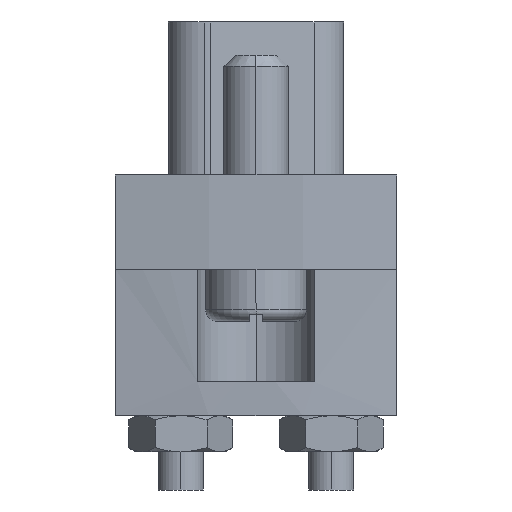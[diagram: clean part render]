
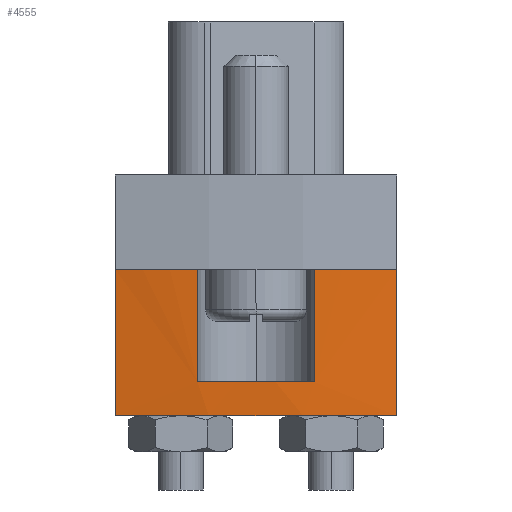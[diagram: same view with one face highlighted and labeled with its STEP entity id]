
A CAD part, left-side view. The second image highlights one B-rep face of the part: STEP entity #4555.
In plain terms, the highlighted cylindrical face has radius 35 mm (diameter 70 mm), a partial arc.
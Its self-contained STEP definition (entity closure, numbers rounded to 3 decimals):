
#60 = VERTEX_POINT ( 'NONE', #14824 ) ;
#87 = VECTOR ( 'NONE', #12395, 1000. ) ;
#983 = EDGE_CURVE ( 'NONE', #7604, #985, #13779, .T. ) ;
#985 = VERTEX_POINT ( 'NONE', #2587 ) ;
#1136 = AXIS2_PLACEMENT_3D ( 'NONE', #4761, #17224, #1819 ) ;
#1215 = EDGE_CURVE ( 'NONE', #10770, #16689, #7786, .T. ) ;
#1389 = CARTESIAN_POINT ( 'NONE',  ( -34.437, -6.25, 0. ) ) ;
#1538 = DIRECTION ( 'NONE',  ( 0., 0., 1. ) ) ;
#1766 = VERTEX_POINT ( 'NONE', #5737 ) ;
#1767 = ORIENTED_EDGE ( 'NONE', *, *, #1215, .T. ) ;
#1794 = CARTESIAN_POINT ( 'NONE',  ( 0., 0., -6.5 ) ) ;
#1819 = DIRECTION ( 'NONE',  ( 1., 0., 0. ) ) ;
#1836 = DIRECTION ( 'NONE',  ( 0., 0., 1. ) ) ;
#1923 = DIRECTION ( 'NONE',  ( 0., 0., 1. ) ) ;
#1966 = DIRECTION ( 'NONE',  ( 0., 0., 1. ) ) ;
#1975 = LINE ( 'NONE', #2148, #6725 ) ;
#1986 = ORIENTED_EDGE ( 'NONE', *, *, #10836, .F. ) ;
#2148 = CARTESIAN_POINT ( 'NONE',  ( -34.903, -2.6, -6.5 ) ) ;
#2493 = VECTOR ( 'NONE', #1836, 1000. ) ;
#2587 = CARTESIAN_POINT ( 'NONE',  ( -34.903, 2.6, -5. ) ) ;
#2595 = CIRCLE ( 'NONE', #4953, 35. ) ;
#4551 = CYLINDRICAL_SURFACE ( 'NONE', #6042, 35. ) ;
#4555 = ADVANCED_FACE ( 'NONE', ( #13243 ), #4551, .T. ) ;
#4761 = CARTESIAN_POINT ( 'NONE',  ( 0., 0., 0. ) ) ;
#4826 = CARTESIAN_POINT ( 'NONE',  ( -34.437, -6.25, -6.5 ) ) ;
#4946 = ORIENTED_EDGE ( 'NONE', *, *, #12416, .T. ) ;
#4953 = AXIS2_PLACEMENT_3D ( 'NONE', #7319, #10151, #8693 ) ;
#5030 = ORIENTED_EDGE ( 'NONE', *, *, #8702, .T. ) ;
#5319 = CARTESIAN_POINT ( 'NONE',  ( -34.437, 6.25, -6.5 ) ) ;
#5737 = CARTESIAN_POINT ( 'NONE',  ( -34.903, -2.6, 0. ) ) ;
#6042 = AXIS2_PLACEMENT_3D ( 'NONE', #1794, #1966, #14697 ) ;
#6379 = DIRECTION ( 'NONE',  ( 0., 0., 1. ) ) ;
#6722 = CARTESIAN_POINT ( 'NONE',  ( -34.903, 2.6, -6.5 ) ) ;
#6725 = VECTOR ( 'NONE', #6379, 1000. ) ;
#6936 = CARTESIAN_POINT ( 'NONE',  ( -34.903, 2.6, 0. ) ) ;
#7319 = CARTESIAN_POINT ( 'NONE',  ( 0., 0., -5. ) ) ;
#7604 = VERTEX_POINT ( 'NONE', #6936 ) ;
#7691 = ORIENTED_EDGE ( 'NONE', *, *, #15962, .F. ) ;
#7786 = LINE ( 'NONE', #14653, #16865 ) ;
#8693 = DIRECTION ( 'NONE',  ( 1., 0., 0. ) ) ;
#8702 = EDGE_CURVE ( 'NONE', #14942, #10770, #11864, .T. ) ;
#8708 = EDGE_CURVE ( 'NONE', #14942, #60, #8829, .T. ) ;
#8829 = LINE ( 'NONE', #14400, #2493 ) ;
#9690 = CIRCLE ( 'NONE', #17302, 35. ) ;
#9922 = DIRECTION ( 'NONE',  ( 1., 0., 0. ) ) ;
#10151 = DIRECTION ( 'NONE',  ( 0., 0., -1. ) ) ;
#10187 = CARTESIAN_POINT ( 'NONE',  ( 0., 0., -6.5 ) ) ;
#10405 = AXIS2_PLACEMENT_3D ( 'NONE', #10187, #1923, #9922 ) ;
#10770 = VERTEX_POINT ( 'NONE', #4826 ) ;
#10836 = EDGE_CURVE ( 'NONE', #13681, #1766, #1975, .T. ) ;
#11459 = DIRECTION ( 'NONE',  ( 1., 0., 0. ) ) ;
#11864 = CIRCLE ( 'NONE', #10405, 35. ) ;
#11973 = CIRCLE ( 'NONE', #1136, 35. ) ;
#12395 = DIRECTION ( 'NONE',  ( 0., 0., -1. ) ) ;
#12404 = ORIENTED_EDGE ( 'NONE', *, *, #8708, .F. ) ;
#12416 = EDGE_CURVE ( 'NONE', #13681, #985, #2595, .T. ) ;
#13198 = DIRECTION ( 'NONE',  ( 0., 0., 1. ) ) ;
#13243 = FACE_OUTER_BOUND ( 'NONE', #13307, .T. ) ;
#13307 = EDGE_LOOP ( 'NONE', ( #1986, #4946, #16897, #7691, #12404, #5030, #1767, #17670 ) ) ;
#13681 = VERTEX_POINT ( 'NONE', #14268 ) ;
#13779 = LINE ( 'NONE', #6722, #87 ) ;
#14268 = CARTESIAN_POINT ( 'NONE',  ( -34.903, -2.6, -5. ) ) ;
#14378 = CARTESIAN_POINT ( 'NONE',  ( 0., 0., 0. ) ) ;
#14400 = CARTESIAN_POINT ( 'NONE',  ( -34.437, 6.25, -6.5 ) ) ;
#14653 = CARTESIAN_POINT ( 'NONE',  ( -34.437, -6.25, -6.5 ) ) ;
#14697 = DIRECTION ( 'NONE',  ( 1., 0., 0. ) ) ;
#14824 = CARTESIAN_POINT ( 'NONE',  ( -34.437, 6.25, 0. ) ) ;
#14942 = VERTEX_POINT ( 'NONE', #5319 ) ;
#15962 = EDGE_CURVE ( 'NONE', #60, #7604, #9690, .T. ) ;
#16689 = VERTEX_POINT ( 'NONE', #1389 ) ;
#16865 = VECTOR ( 'NONE', #13198, 1000. ) ;
#16897 = ORIENTED_EDGE ( 'NONE', *, *, #983, .F. ) ;
#17189 = EDGE_CURVE ( 'NONE', #1766, #16689, #11973, .T. ) ;
#17224 = DIRECTION ( 'NONE',  ( 0., 0., 1. ) ) ;
#17302 = AXIS2_PLACEMENT_3D ( 'NONE', #14378, #1538, #11459 ) ;
#17670 = ORIENTED_EDGE ( 'NONE', *, *, #17189, .F. ) ;
